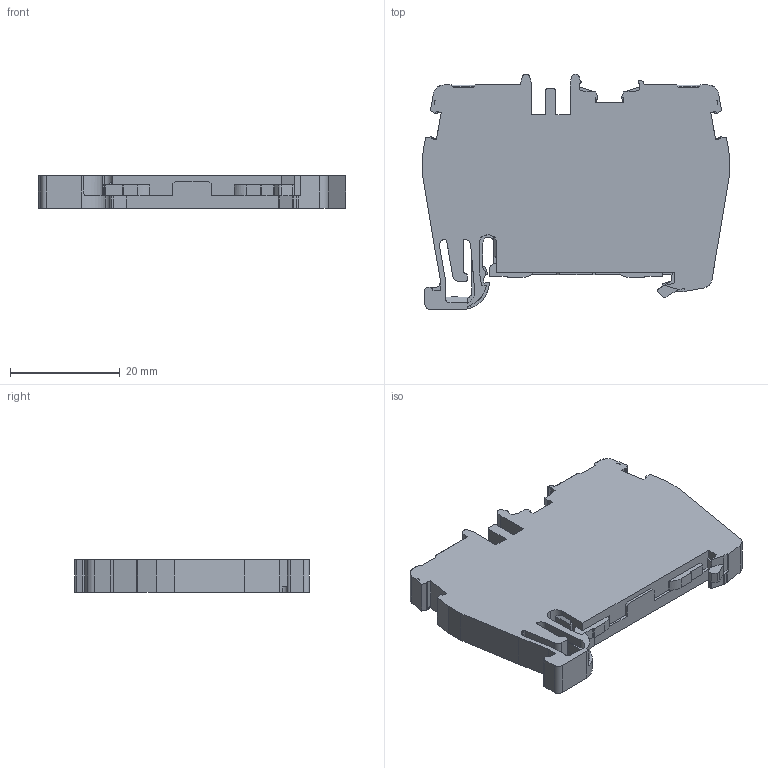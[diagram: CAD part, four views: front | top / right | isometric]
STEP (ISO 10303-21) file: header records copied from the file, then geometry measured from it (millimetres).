
FILE_DESCRIPTION (( 'STEP AP214' ), '1' );
FILE_NAME ('336510_PYK 4 T.STP', '2013-11-13T07:55:49', ( 'arge' ), ( 'Microsoft' ), 'SwSTEP 2.0', 'SolidWorks 2013', '' );
FILE_SCHEMA (( 'AUTOMOTIVE_DESIGN' ));
Length unit declared in the file: millimetre
Products named in the file (1): 336510_PYK 4 T
Bounding box: 55.92 x 42.76 x 6 mm (x, y, z)
Volume: 10756.1 mm3; surface area: 5503.3 mm2
Topology: 1 solids, 1 shells, 339 faces, 981 edges, 648 vertices
Faces by surface type: plane 220, cylinder 111, cone 6, bspline 2
Entity records: 14730 total; most frequent: CARTESIAN_POINT 2149, ORIENTED_EDGE 1962, DIRECTION 1843, EDGE_CURVE 981, VECTOR 715, LINE 715, VERTEX_POINT 648, AXIS2_PLACEMENT_3D 564
